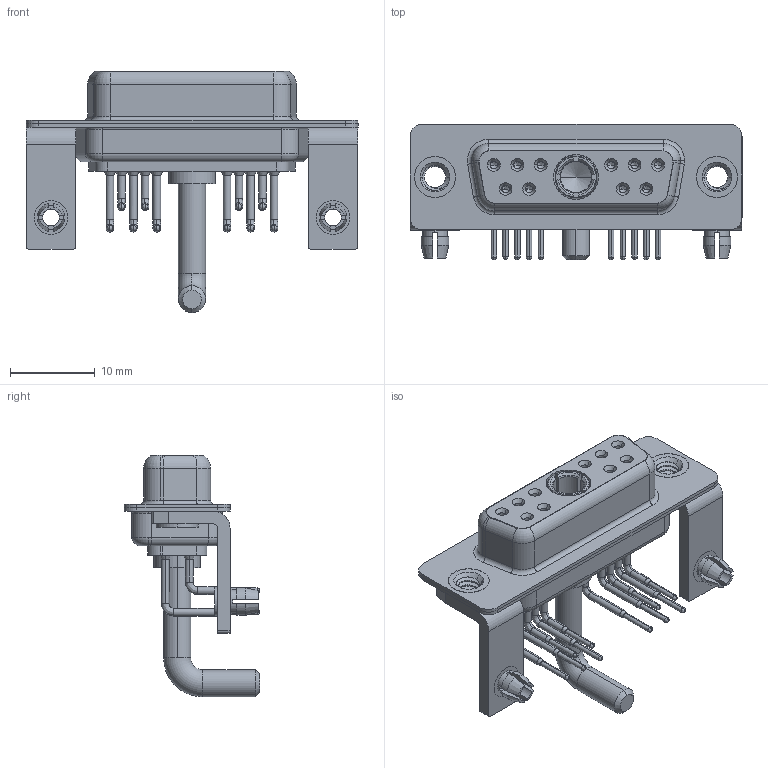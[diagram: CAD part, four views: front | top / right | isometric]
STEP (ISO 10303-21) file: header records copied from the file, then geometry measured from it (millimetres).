
FILE_DESCRIPTION (( 'STEP AP203' ), '1' );
FILE_NAME ('630-11W1250-3NB.STEP', '2022-05-31T11:27:19', ( '' ), ( '' ), 'SwSTEP 2.0', 'SolidWorks 2020', '' );
FILE_SCHEMA (( 'CONFIG_CONTROL_DESIGN' ));
Length unit declared in the file: millimetre
Products named in the file (10): 630Combo Shell Rear_15 Contacts; 630Combo Stabilizer Bracket; 630Combo Contact Row 1; 630Combo Housing_11W1; Power Socket_Ext 30A RA; 630Combo Shell Front_15 Contacts; 630Combo Contact Row 2; 630Combo Threaded Rivet_B; 630-11W1250-3NB; 630Combo Board Lock
Assembly tree (20 placements, depth 2):
  630-11W1250-3NB
    630Combo Housing_11W1
    630Combo Shell Front_15 Contacts
    630Combo Shell Rear_15 Contacts
    630Combo Threaded Rivet_B  x2
    630Combo Stabilizer Bracket  x2
    630Combo Board Lock  x2
    Power Socket_Ext 30A RA
    630Combo Contact Row 1  x6
    630Combo Contact Row 2  x4
Bounding box: 39.2 x 16 x 28.53 mm (x, y, z)
Volume: 3029.6 mm3; surface area: 7160.4 mm2
Topology: 21 solids, 21 shells, 1017 faces, 2585 edges, 1636 vertices
Faces by surface type: cylinder 442, plane 314, cone 151, torus 63, bspline 47
Entity records: 21007 total; most frequent: CARTESIAN_POINT 5062, DIRECTION 3286, ORIENTED_EDGE 2928, EDGE_CURVE 1464, AXIS2_PLACEMENT_3D 1341, VERTEX_POINT 935, CIRCLE 731, EDGE_LOOP 691
